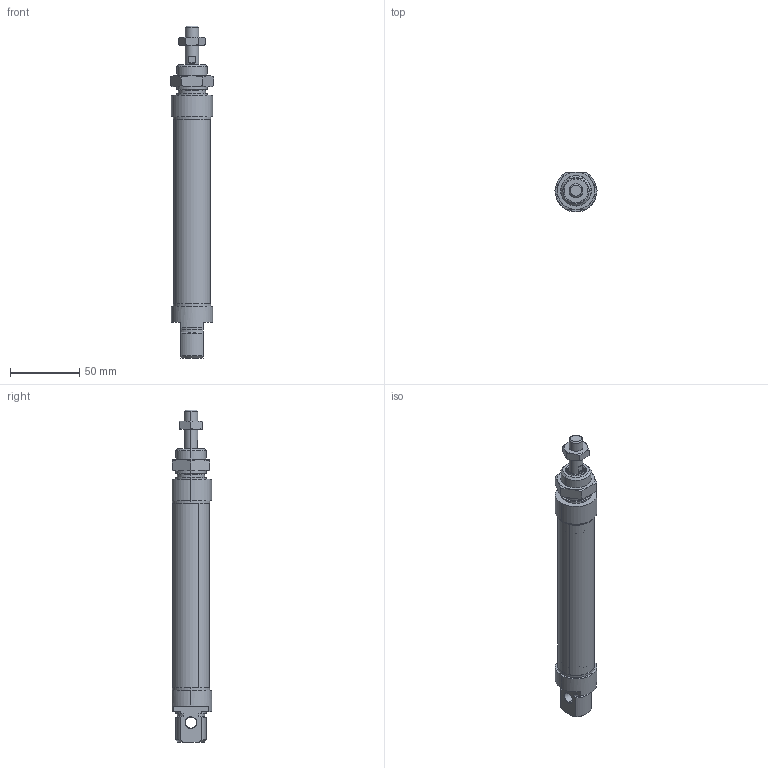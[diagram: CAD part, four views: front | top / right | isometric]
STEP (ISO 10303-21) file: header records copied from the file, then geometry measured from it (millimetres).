
FILE_DESCRIPTION (( 'STEP AP203' ), '1' );
FILE_NAME ('MADE0MN0250100.step', '2022-03-16T07:51:01', ( '' ), ( '' ), 'SwSTEP 2.0', 'SolidWorks 2021', '' );
FILE_SCHEMA (( 'CONFIG_CONTROL_DESIGN' ));
Length unit declared in the file: millimetre
Products named in the file (1): MADE0MN0250100
Bounding box: 31.18 x 28.5 x 240 mm (x, y, z)
Volume: 70556.7 mm3; surface area: 52809.2 mm2
Topology: 14 solids, 14 shells, 411 faces, 945 edges, 579 vertices
Faces by surface type: cylinder 126, plane 125, cone 120, torus 40
Entity records: 12086 total; most frequent: CARTESIAN_POINT 2456, DIRECTION 2165, ORIENTED_EDGE 1886, EDGE_CURVE 943, AXIS2_PLACEMENT_3D 898, VERTEX_POINT 579, CIRCLE 486, EDGE_LOOP 460
